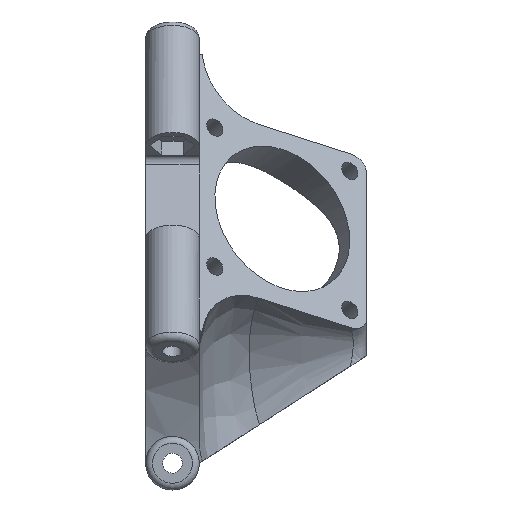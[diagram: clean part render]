
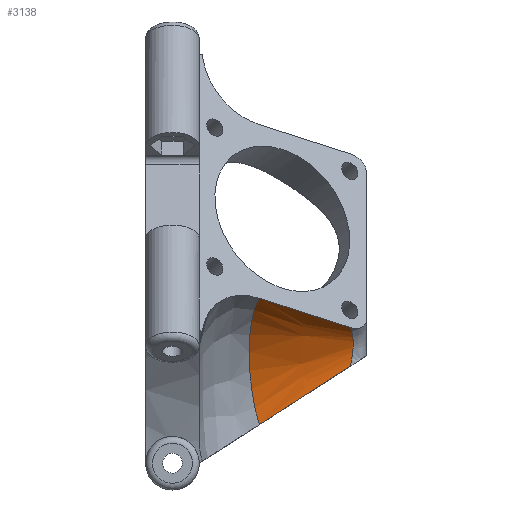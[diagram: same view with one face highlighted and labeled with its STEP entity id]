
A CAD part, left-side view. The second image highlights one B-rep face of the part: STEP entity #3138.
In plain terms, the highlighted free-form (B-spline) face has degree [1, 5] with [2, 9] control points.
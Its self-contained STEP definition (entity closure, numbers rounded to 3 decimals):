
#27=B_SPLINE_SURFACE_WITH_KNOTS('',1,5,((#8857,#8858,#8859,#8860,#8861,
#8862,#8863,#8864,#8865),(#8866,#8867,#8868,#8869,#8870,#8871,#8872,#8873,
#8874)),.UNSPECIFIED.,.F.,.F.,.F.,(2,2),(6,3,6),(12.108,42.643),
(-0.006,8.944,17.893),.UNSPECIFIED.);
#59=B_SPLINE_CURVE_WITH_KNOTS('',3,(#5074,#5075,#5076,#5077,#5078,#5079,
#5080,#5081,#5082,#5083,#5084,#5085,#5086,#5087,#5088,#5089,#5090,#5091,
#5092,#5093,#5094,#5095,#5096,#5097,#5098,#5099,#5100,#5101,#5102,#5103,
#5104,#5105,#5106,#5107,#5108,#5109,#5110,#5111,#5112,#5113,#5114,#5115,
#5116,#5117,#5118,#5119,#5120,#5121,#5122,#5123,#5124,#5125),
 .UNSPECIFIED.,.F.,.F.,(4,3,3,3,3,3,3,3,3,3,3,3,3,3,3,3,3,4),(12.799,
14.023,15.28,16.598,17.336,18.776,
20.312,22.033,23.786,25.393,25.75,
27.166,28.492,29.765,30.971,31.413,
32.552,33.102),.UNSPECIFIED.);
#71=B_SPLINE_CURVE_WITH_KNOTS('',5,(#6810,#6811,#6812,#6813,#6814,#6815,
#6816,#6817,#6818,#6819,#6820,#6821,#6822,#6823,#6824,#6825,#6826,#6827),
 .UNSPECIFIED.,.F.,.F.,(6,3,3,3,3,6),(38.95,40.647,46.583,
54.738,60.675,62.372),.UNSPECIFIED.);
#116=LINE('',#4928,#324);
#119=LINE('',#5143,#327);
#324=VECTOR('',#3718,10.);
#327=VECTOR('',#3735,1.);
#861=FACE_OUTER_BOUND('',#1073,.T.);
#1073=EDGE_LOOP('',(#2946,#2947,#2948,#2949));
#1357=VERTEX_POINT('',#4914);
#1358=VERTEX_POINT('',#4927);
#1367=VERTEX_POINT('',#5061);
#1370=VERTEX_POINT('',#5142);
#1698=EDGE_CURVE('',#1358,#1357,#116,.T.);
#1710=EDGE_CURVE('',#1358,#1367,#59,.T.);
#1713=EDGE_CURVE('',#1367,#1370,#119,.F.);
#1747=EDGE_CURVE('',#1357,#1370,#71,.F.);
#2946=ORIENTED_EDGE('',*,*,#1747,.T.);
#2947=ORIENTED_EDGE('',*,*,#1713,.F.);
#2948=ORIENTED_EDGE('',*,*,#1710,.F.);
#2949=ORIENTED_EDGE('',*,*,#1698,.T.);
#3138=ADVANCED_FACE('',(#861),#27,.F.);
#3718=DIRECTION('',(-0.468,0.841,0.27));
#3735=DIRECTION('',(0.,-0.841,0.541));
#4914=CARTESIAN_POINT('',(-25.907,-17.,-2.363));
#4927=CARTESIAN_POINT('',(-18.314,-30.639,-6.747));
#4928=CARTESIAN_POINT('',(-18.314,-30.639,-6.747));
#5061=CARTESIAN_POINT('',(-15.,-30.639,-12.487));
#5074=CARTESIAN_POINT('Ctrl Pts',(-18.314,-30.639,-6.747));
#5075=CARTESIAN_POINT('Ctrl Pts',(-18.18,-30.67,-6.824));
#5076=CARTESIAN_POINT('Ctrl Pts',(-18.049,-30.7,-6.904));
#5077=CARTESIAN_POINT('Ctrl Pts',(-17.923,-30.728,-6.987));
#5078=CARTESIAN_POINT('Ctrl Pts',(-17.794,-30.756,-7.071));
#5079=CARTESIAN_POINT('Ctrl Pts',(-17.669,-30.783,-7.158));
#5080=CARTESIAN_POINT('Ctrl Pts',(-17.549,-30.808,-7.247));
#5081=CARTESIAN_POINT('Ctrl Pts',(-17.422,-30.834,-7.341));
#5082=CARTESIAN_POINT('Ctrl Pts',(-17.301,-30.858,-7.437));
#5083=CARTESIAN_POINT('Ctrl Pts',(-17.184,-30.88,-7.535));
#5084=CARTESIAN_POINT('Ctrl Pts',(-17.119,-30.892,-7.591));
#5085=CARTESIAN_POINT('Ctrl Pts',(-17.055,-30.904,-7.647));
#5086=CARTESIAN_POINT('Ctrl Pts',(-16.992,-30.915,-7.703));
#5087=CARTESIAN_POINT('Ctrl Pts',(-16.871,-30.936,-7.814));
#5088=CARTESIAN_POINT('Ctrl Pts',(-16.755,-30.955,-7.928));
#5089=CARTESIAN_POINT('Ctrl Pts',(-16.645,-30.971,-8.045));
#5090=CARTESIAN_POINT('Ctrl Pts',(-16.527,-30.988,-8.17));
#5091=CARTESIAN_POINT('Ctrl Pts',(-16.416,-31.002,-8.298));
#5092=CARTESIAN_POINT('Ctrl Pts',(-16.312,-31.012,-8.429));
#5093=CARTESIAN_POINT('Ctrl Pts',(-16.194,-31.025,-8.577));
#5094=CARTESIAN_POINT('Ctrl Pts',(-16.085,-31.033,-8.729));
#5095=CARTESIAN_POINT('Ctrl Pts',(-15.983,-31.037,-8.885));
#5096=CARTESIAN_POINT('Ctrl Pts',(-15.88,-31.041,-9.044));
#5097=CARTESIAN_POINT('Ctrl Pts',(-15.785,-31.041,-9.208));
#5098=CARTESIAN_POINT('Ctrl Pts',(-15.698,-31.037,-9.376));
#5099=CARTESIAN_POINT('Ctrl Pts',(-15.619,-31.034,-9.531));
#5100=CARTESIAN_POINT('Ctrl Pts',(-15.546,-31.027,-9.689));
#5101=CARTESIAN_POINT('Ctrl Pts',(-15.48,-31.016,-9.852));
#5102=CARTESIAN_POINT('Ctrl Pts',(-15.465,-31.014,-9.888));
#5103=CARTESIAN_POINT('Ctrl Pts',(-15.451,-31.012,-9.924));
#5104=CARTESIAN_POINT('Ctrl Pts',(-15.437,-31.009,-9.961));
#5105=CARTESIAN_POINT('Ctrl Pts',(-15.381,-30.998,-10.106));
#5106=CARTESIAN_POINT('Ctrl Pts',(-15.331,-30.985,-10.254));
#5107=CARTESIAN_POINT('Ctrl Pts',(-15.286,-30.969,-10.405));
#5108=CARTESIAN_POINT('Ctrl Pts',(-15.244,-30.955,-10.547));
#5109=CARTESIAN_POINT('Ctrl Pts',(-15.206,-30.938,-10.692));
#5110=CARTESIAN_POINT('Ctrl Pts',(-15.173,-30.918,-10.84));
#5111=CARTESIAN_POINT('Ctrl Pts',(-15.141,-30.9,-10.981));
#5112=CARTESIAN_POINT('Ctrl Pts',(-15.114,-30.879,-11.126));
#5113=CARTESIAN_POINT('Ctrl Pts',(-15.091,-30.856,-11.273));
#5114=CARTESIAN_POINT('Ctrl Pts',(-15.069,-30.835,-11.413));
#5115=CARTESIAN_POINT('Ctrl Pts',(-15.051,-30.812,-11.555));
#5116=CARTESIAN_POINT('Ctrl Pts',(-15.037,-30.787,-11.699));
#5117=CARTESIAN_POINT('Ctrl Pts',(-15.032,-30.778,-11.752));
#5118=CARTESIAN_POINT('Ctrl Pts',(-15.028,-30.768,-11.805));
#5119=CARTESIAN_POINT('Ctrl Pts',(-15.023,-30.759,-11.859));
#5120=CARTESIAN_POINT('Ctrl Pts',(-15.013,-30.734,-11.997));
#5121=CARTESIAN_POINT('Ctrl Pts',(-15.006,-30.708,-12.137));
#5122=CARTESIAN_POINT('Ctrl Pts',(-15.002,-30.68,-12.279));
#5123=CARTESIAN_POINT('Ctrl Pts',(-15.001,-30.667,-12.348));
#5124=CARTESIAN_POINT('Ctrl Pts',(-15.,-30.653,-12.417));
#5125=CARTESIAN_POINT('Ctrl Pts',(-15.,-30.639,-12.487));
#5142=CARTESIAN_POINT('',(-15.,-17.,-21.255));
#5143=CARTESIAN_POINT('',(-15.,-23.82,-16.871));
#6810=CARTESIAN_POINT('Ctrl Pts',(-15.,-17.,-21.255));
#6811=CARTESIAN_POINT('Ctrl Pts',(-15.,-16.912,-20.981));
#6812=CARTESIAN_POINT('Ctrl Pts',(-15.006,-16.828,-20.701));
#6813=CARTESIAN_POINT('Ctrl Pts',(-15.019,-16.746,-20.416));
#6814=CARTESIAN_POINT('Ctrl Pts',(-15.106,-16.39,-19.108));
#6815=CARTESIAN_POINT('Ctrl Pts',(-15.327,-16.096,-17.705));
#6816=CARTESIAN_POINT('Ctrl Pts',(-15.586,-15.909,-16.576));
#6817=CARTESIAN_POINT('Ctrl Pts',(-16.399,-15.561,-13.87));
#6818=CARTESIAN_POINT('Ctrl Pts',(-17.656,-15.436,-11.192));
#6819=CARTESIAN_POINT('Ctrl Pts',(-18.52,-15.436,-9.695));
#6820=CARTESIAN_POINT('Ctrl Pts',(-20.211,-15.561,-7.267));
#6821=CARTESIAN_POINT('Ctrl Pts',(-22.149,-15.909,-5.21));
#6822=CARTESIAN_POINT('Ctrl Pts',(-22.996,-16.096,-4.422));
#6823=CARTESIAN_POINT('Ctrl Pts',(-24.101,-16.39,-3.528));
#6824=CARTESIAN_POINT('Ctrl Pts',(-25.19,-16.746,-2.799));
#6825=CARTESIAN_POINT('Ctrl Pts',(-25.431,-16.828,-2.645));
#6826=CARTESIAN_POINT('Ctrl Pts',(-25.67,-16.912,-2.5));
#6827=CARTESIAN_POINT('Ctrl Pts',(-25.907,-17.,-2.363));
#8857=CARTESIAN_POINT('Ctrl Pts',(-15.,-31.079,-12.206));
#8858=CARTESIAN_POINT('Ctrl Pts',(-15.,-31.079,-11.563));
#8859=CARTESIAN_POINT('Ctrl Pts',(-15.084,-31.079,-10.92));
#8860=CARTESIAN_POINT('Ctrl Pts',(-15.252,-31.079,-10.291));
#8861=CARTESIAN_POINT('Ctrl Pts',(-15.749,-31.079,-9.093));
#8862=CARTESIAN_POINT('Ctrl Pts',(-16.539,-31.079,-8.063));
#8863=CARTESIAN_POINT('Ctrl Pts',(-16.999,-31.079,-7.603));
#8864=CARTESIAN_POINT('Ctrl Pts',(-17.514,-31.079,-7.209));
#8865=CARTESIAN_POINT('Ctrl Pts',(-18.071,-31.079,-6.887));
#8866=CARTESIAN_POINT('Ctrl Pts',(-15.,-15.469,-22.246));
#8867=CARTESIAN_POINT('Ctrl Pts',(-14.999,-15.469,-19.782));
#8868=CARTESIAN_POINT('Ctrl Pts',(-15.321,-15.469,-17.317));
#8869=CARTESIAN_POINT('Ctrl Pts',(-15.966,-15.469,-14.909));
#8870=CARTESIAN_POINT('Ctrl Pts',(-17.871,-15.469,-10.318));
#8871=CARTESIAN_POINT('Ctrl Pts',(-20.895,-15.469,-6.372));
#8872=CARTESIAN_POINT('Ctrl Pts',(-22.658,-15.469,-4.61));
#8873=CARTESIAN_POINT('Ctrl Pts',(-24.631,-15.469,-3.099));
#8874=CARTESIAN_POINT('Ctrl Pts',(-26.766,-15.469,-1.867));
